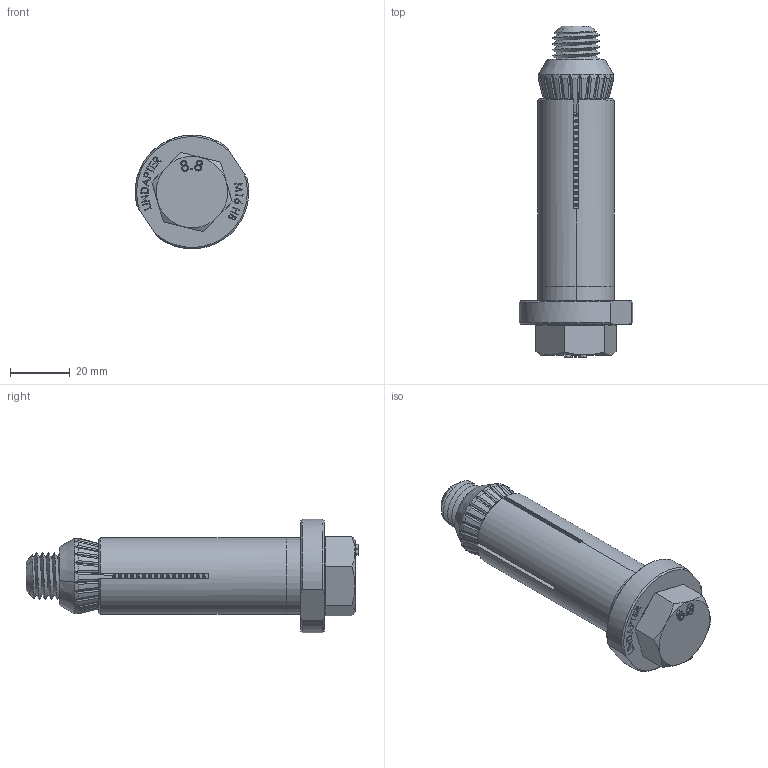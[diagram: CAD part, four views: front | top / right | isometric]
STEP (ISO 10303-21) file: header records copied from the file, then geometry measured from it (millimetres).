
FILE_DESCRIPTION (( 'STEP AP214' ), '1' );
FILE_NAME ('HB16-2.STEP', '2008-02-15T14:39:56', ( 'Schütte' ), ( ' ' ), 'SwSTEP 2.0', 'SolidWorks 2008', '' );
FILE_SCHEMA (( 'AUTOMOTIVE_DESIGN' ));
Length unit declared in the file: millimetre
Products named in the file (6): HBB16-2; M16 x 100 Setscrew; HBC16; M16 Nitrile Washer; M16 HB collar; HB16-2
Assembly tree (5 placements, depth 2):
  HB16-2
    M16 Nitrile Washer
    M16 HB collar
    HBB16-2
    M16 x 100 Setscrew
    HBC16
Bounding box: 38.02 x 111.25 x 38.08 mm (x, y, z)
Volume: 50348 mm3; surface area: 27874.5 mm2
Topology: 5 solids, 5 shells, 455 faces, 1232 edges, 815 vertices
Faces by surface type: plane 236, cylinder 90, bspline 78, cone 51
Entity records: 23376 total; most frequent: CARTESIAN_POINT 12799, ORIENTED_EDGE 2464, DIRECTION 1713, EDGE_CURVE 1232, VERTEX_POINT 815, VECTOR 635, LINE 635, AXIS2_PLACEMENT_3D 539
